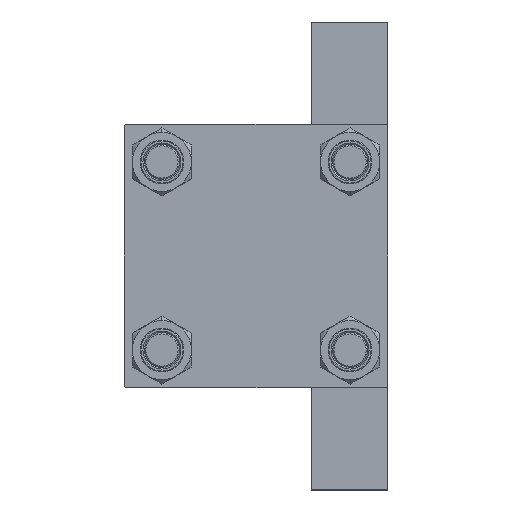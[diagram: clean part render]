
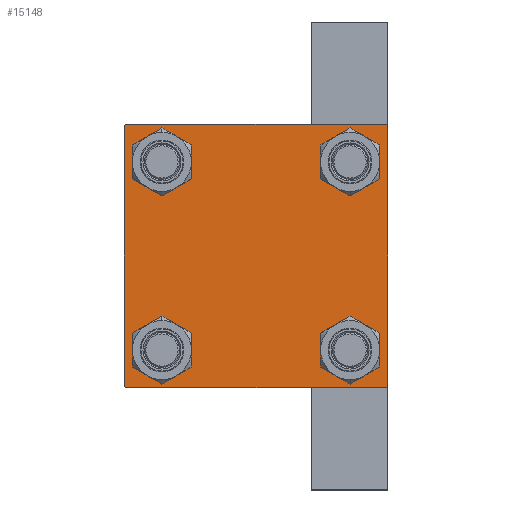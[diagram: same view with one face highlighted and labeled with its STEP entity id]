
A CAD part, left-side view. The second image highlights one B-rep face of the part: STEP entity #15148.
In plain terms, the highlighted planar face has unit normal (-1, 0, 0).
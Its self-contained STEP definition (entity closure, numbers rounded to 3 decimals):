
#179 = CARTESIAN_POINT ( 'NONE',  ( 0., 32.15, -32.15 ) ) ;
#497 = DIRECTION ( 'NONE',  ( 1., 0., 0. ) ) ;
#668 = DIRECTION ( 'NONE',  ( 1., 0., 0. ) ) ;
#1482 = VECTOR ( 'NONE', #19401, 1000. ) ;
#1635 = EDGE_CURVE ( 'NONE', #48193, #27500, #46730, .T. ) ;
#1826 = DIRECTION ( 'NONE',  ( -1., 0., 0. ) ) ;
#1933 = VECTOR ( 'NONE', #5357, 1000. ) ;
#2196 = DIRECTION ( 'NONE',  ( 0., 0.707, -0.707 ) ) ;
#2290 = VERTEX_POINT ( 'NONE', #48311 ) ;
#2382 = DIRECTION ( 'NONE',  ( 0., 0., 1. ) ) ;
#3599 = CIRCLE ( 'NONE', #48841, 6.5 ) ;
#3657 = CIRCLE ( 'NONE', #10901, 6.5 ) ;
#4377 = DIRECTION ( 'NONE',  ( 0., 0., -1. ) ) ;
#4563 = DIRECTION ( 'NONE',  ( 1., 0., 0. ) ) ;
#5357 = DIRECTION ( 'NONE',  ( 0., -1., 0. ) ) ;
#5895 = LINE ( 'NONE', #40064, #18275 ) ;
#5996 = LINE ( 'NONE', #36855, #11179 ) ;
#6033 = EDGE_CURVE ( 'NONE', #13683, #6324, #38785, .T. ) ;
#6324 = VERTEX_POINT ( 'NONE', #20920 ) ;
#6521 = ORIENTED_EDGE ( 'NONE', *, *, #18745, .T. ) ;
#6684 = DIRECTION ( 'NONE',  ( 1., 0., 0. ) ) ;
#6724 = CARTESIAN_POINT ( 'NONE',  ( 0., -32.15, 25.65 ) ) ;
#7369 = CIRCLE ( 'NONE', #42096, 6.5 ) ;
#7658 = DIRECTION ( 'NONE',  ( 1., 0., 0. ) ) ;
#7801 = LINE ( 'NONE', #38933, #29197 ) ;
#7830 = DIRECTION ( 'NONE',  ( 0., 0., 1. ) ) ;
#8319 = CARTESIAN_POINT ( 'NONE',  ( 0., -45., 45. ) ) ;
#8660 = FACE_BOUND ( 'NONE', #29856, .T. ) ;
#8836 = ORIENTED_EDGE ( 'NONE', *, *, #37229, .T. ) ;
#8898 = CARTESIAN_POINT ( 'NONE',  ( 0., 45., -45. ) ) ;
#8916 = FACE_BOUND ( 'NONE', #26770, .T. ) ;
#9432 = VERTEX_POINT ( 'NONE', #14148 ) ;
#9655 = CARTESIAN_POINT ( 'NONE',  ( 0., 0., 0. ) ) ;
#9838 = DIRECTION ( 'NONE',  ( 0., 0.707, 0.707 ) ) ;
#10382 = VERTEX_POINT ( 'NONE', #13728 ) ;
#10493 = AXIS2_PLACEMENT_3D ( 'NONE', #35308, #668, #23192 ) ;
#10603 = ORIENTED_EDGE ( 'NONE', *, *, #27315, .T. ) ;
#10901 = AXIS2_PLACEMENT_3D ( 'NONE', #27323, #497, #7830 ) ;
#11179 = VECTOR ( 'NONE', #2196, 1000. ) ;
#11299 = DIRECTION ( 'NONE',  ( 1., 0., 0. ) ) ;
#11364 = ORIENTED_EDGE ( 'NONE', *, *, #20262, .T. ) ;
#11809 = VERTEX_POINT ( 'NONE', #15637 ) ;
#12112 = LINE ( 'NONE', #8319, #21212 ) ;
#12251 = CARTESIAN_POINT ( 'NONE',  ( 0., 44.5, 45. ) ) ;
#12343 = CARTESIAN_POINT ( 'NONE',  ( 0., -44.5, -45. ) ) ;
#12978 = VERTEX_POINT ( 'NONE', #28805 ) ;
#13683 = VERTEX_POINT ( 'NONE', #6724 ) ;
#13728 = CARTESIAN_POINT ( 'NONE',  ( 0., -45., 44.5 ) ) ;
#13955 = DIRECTION ( 'NONE',  ( 0., 0., 1. ) ) ;
#13974 = EDGE_CURVE ( 'NONE', #6324, #13683, #39732, .T. ) ;
#14148 = CARTESIAN_POINT ( 'NONE',  ( 0., 44.5, -45. ) ) ;
#14513 = CARTESIAN_POINT ( 'NONE',  ( 0., 32.15, 25.65 ) ) ;
#15148 = ADVANCED_FACE ( 'NONE', ( #16231, #27910, #8660, #8916, #24107 ), #47376, .T. ) ;
#15217 = VERTEX_POINT ( 'NONE', #49120 ) ;
#15582 = DIRECTION ( 'NONE',  ( 0., 0., 1. ) ) ;
#15637 = CARTESIAN_POINT ( 'NONE',  ( 0., -32.15, -25.65 ) ) ;
#16072 = EDGE_CURVE ( 'NONE', #2290, #11809, #34152, .T. ) ;
#16231 = FACE_BOUND ( 'NONE', #26821, .T. ) ;
#17050 = ORIENTED_EDGE ( 'NONE', *, *, #34567, .T. ) ;
#17764 = AXIS2_PLACEMENT_3D ( 'NONE', #49880, #4563, #30640 ) ;
#18275 = VECTOR ( 'NONE', #21318, 1000. ) ;
#18576 = CIRCLE ( 'NONE', #22643, 6.5 ) ;
#18745 = EDGE_CURVE ( 'NONE', #15217, #26052, #3657, .T. ) ;
#19401 = DIRECTION ( 'NONE',  ( 0., -1., 0. ) ) ;
#19607 = CARTESIAN_POINT ( 'NONE',  ( 0., -44.5, 45. ) ) ;
#20262 = EDGE_CURVE ( 'NONE', #10382, #27500, #44975, .T. ) ;
#20465 = VERTEX_POINT ( 'NONE', #35333 ) ;
#20657 = VECTOR ( 'NONE', #9838, 1000. ) ;
#20920 = CARTESIAN_POINT ( 'NONE',  ( 0., -32.15, 38.65 ) ) ;
#21212 = VECTOR ( 'NONE', #23755, 1000. ) ;
#21318 = DIRECTION ( 'NONE',  ( 0., -0.707, -0.707 ) ) ;
#21805 = CIRCLE ( 'NONE', #10493, 6.5 ) ;
#22643 = AXIS2_PLACEMENT_3D ( 'NONE', #179, #11299, #15582 ) ;
#23192 = DIRECTION ( 'NONE',  ( 0., 0., 1. ) ) ;
#23290 = EDGE_LOOP ( 'NONE', ( #26136, #42482, #25921, #32101, #33438, #11364, #43418, #10603 ) ) ;
#23610 = CARTESIAN_POINT ( 'NONE',  ( 0., 45., 45. ) ) ;
#23755 = DIRECTION ( 'NONE',  ( 0., 0., -1. ) ) ;
#24107 = FACE_OUTER_BOUND ( 'NONE', #23290, .T. ) ;
#25359 = EDGE_CURVE ( 'NONE', #36747, #9432, #5895, .T. ) ;
#25921 = ORIENTED_EDGE ( 'NONE', *, *, #41463, .T. ) ;
#26052 = VERTEX_POINT ( 'NONE', #43103 ) ;
#26136 = ORIENTED_EDGE ( 'NONE', *, *, #37959, .T. ) ;
#26770 = EDGE_LOOP ( 'NONE', ( #48846, #8836 ) ) ;
#26821 = EDGE_LOOP ( 'NONE', ( #31142, #45165 ) ) ;
#27270 = CARTESIAN_POINT ( 'NONE',  ( 0., 32.15, 32.15 ) ) ;
#27315 = EDGE_CURVE ( 'NONE', #48193, #20465, #5996, .T. ) ;
#27323 = CARTESIAN_POINT ( 'NONE',  ( 0., 32.15, -32.15 ) ) ;
#27500 = VERTEX_POINT ( 'NONE', #19607 ) ;
#27521 = DIRECTION ( 'NONE',  ( 1., 0., 0. ) ) ;
#27910 = FACE_BOUND ( 'NONE', #47221, .T. ) ;
#28140 = LINE ( 'NONE', #8898, #1933 ) ;
#28805 = CARTESIAN_POINT ( 'NONE',  ( 0., 32.15, 38.65 ) ) ;
#29197 = VECTOR ( 'NONE', #31087, 1000. ) ;
#29313 = AXIS2_PLACEMENT_3D ( 'NONE', #48933, #6684, #2382 ) ;
#29856 = EDGE_LOOP ( 'NONE', ( #17050, #6521 ) ) ;
#30640 = DIRECTION ( 'NONE',  ( 0., 0., 1. ) ) ;
#30917 = VERTEX_POINT ( 'NONE', #45742 ) ;
#31087 = DIRECTION ( 'NONE',  ( 0., -0.707, 0.707 ) ) ;
#31142 = ORIENTED_EDGE ( 'NONE', *, *, #13974, .T. ) ;
#31981 = ORIENTED_EDGE ( 'NONE', *, *, #34530, .T. ) ;
#32101 = ORIENTED_EDGE ( 'NONE', *, *, #46886, .T. ) ;
#32492 = VECTOR ( 'NONE', #4377, 1000. ) ;
#32719 = VERTEX_POINT ( 'NONE', #14513 ) ;
#33162 = CARTESIAN_POINT ( 'NONE',  ( 0., 32.15, 32.15 ) ) ;
#33412 = DIRECTION ( 'NONE',  ( 0., 0., 1. ) ) ;
#33438 = ORIENTED_EDGE ( 'NONE', *, *, #39283, .F. ) ;
#34152 = CIRCLE ( 'NONE', #29313, 6.5 ) ;
#34530 = EDGE_CURVE ( 'NONE', #11809, #2290, #21805, .T. ) ;
#34567 = EDGE_CURVE ( 'NONE', #26052, #15217, #18576, .T. ) ;
#35308 = CARTESIAN_POINT ( 'NONE',  ( 0., -32.15, -32.15 ) ) ;
#35333 = CARTESIAN_POINT ( 'NONE',  ( 0., 45., 44.5 ) ) ;
#36747 = VERTEX_POINT ( 'NONE', #46607 ) ;
#36855 = CARTESIAN_POINT ( 'NONE',  ( 0., 44.75, 44.75 ) ) ;
#36995 = ORIENTED_EDGE ( 'NONE', *, *, #16072, .T. ) ;
#37229 = EDGE_CURVE ( 'NONE', #32719, #12978, #7369, .T. ) ;
#37959 = EDGE_CURVE ( 'NONE', #20465, #36747, #39045, .T. ) ;
#38785 = CIRCLE ( 'NONE', #17764, 6.5 ) ;
#38933 = CARTESIAN_POINT ( 'NONE',  ( 0., -44.75, -44.75 ) ) ;
#39045 = LINE ( 'NONE', #23610, #32492 ) ;
#39283 = EDGE_CURVE ( 'NONE', #10382, #30917, #12112, .T. ) ;
#39732 = CIRCLE ( 'NONE', #44575, 6.5 ) ;
#40064 = CARTESIAN_POINT ( 'NONE',  ( 0., 44.75, -44.75 ) ) ;
#41463 = EDGE_CURVE ( 'NONE', #9432, #45757, #28140, .T. ) ;
#42096 = AXIS2_PLACEMENT_3D ( 'NONE', #27270, #27521, #46487 ) ;
#42309 = CARTESIAN_POINT ( 'NONE',  ( 0., -32.15, 32.15 ) ) ;
#42482 = ORIENTED_EDGE ( 'NONE', *, *, #25359, .T. ) ;
#42571 = EDGE_CURVE ( 'NONE', #12978, #32719, #3599, .T. ) ;
#42927 = CARTESIAN_POINT ( 'NONE',  ( 0., 45., 45. ) ) ;
#43103 = CARTESIAN_POINT ( 'NONE',  ( 0., 32.15, -25.65 ) ) ;
#43418 = ORIENTED_EDGE ( 'NONE', *, *, #1635, .F. ) ;
#43797 = AXIS2_PLACEMENT_3D ( 'NONE', #9655, #1826, #13955 ) ;
#44575 = AXIS2_PLACEMENT_3D ( 'NONE', #42309, #7658, #49169 ) ;
#44975 = LINE ( 'NONE', #49313, #20657 ) ;
#45165 = ORIENTED_EDGE ( 'NONE', *, *, #6033, .T. ) ;
#45742 = CARTESIAN_POINT ( 'NONE',  ( 0., -45., -44.5 ) ) ;
#45757 = VERTEX_POINT ( 'NONE', #12343 ) ;
#46487 = DIRECTION ( 'NONE',  ( 0., 0., 1. ) ) ;
#46607 = CARTESIAN_POINT ( 'NONE',  ( 0., 45., -44.5 ) ) ;
#46730 = LINE ( 'NONE', #42927, #1482 ) ;
#46886 = EDGE_CURVE ( 'NONE', #45757, #30917, #7801, .T. ) ;
#47221 = EDGE_LOOP ( 'NONE', ( #31981, #36995 ) ) ;
#47376 = PLANE ( 'NONE',  #43797 ) ;
#48193 = VERTEX_POINT ( 'NONE', #12251 ) ;
#48311 = CARTESIAN_POINT ( 'NONE',  ( 0., -32.15, -38.65 ) ) ;
#48841 = AXIS2_PLACEMENT_3D ( 'NONE', #33162, #48853, #33412 ) ;
#48846 = ORIENTED_EDGE ( 'NONE', *, *, #42571, .T. ) ;
#48853 = DIRECTION ( 'NONE',  ( 1., 0., 0. ) ) ;
#48933 = CARTESIAN_POINT ( 'NONE',  ( 0., -32.15, -32.15 ) ) ;
#49120 = CARTESIAN_POINT ( 'NONE',  ( 0., 32.15, -38.65 ) ) ;
#49169 = DIRECTION ( 'NONE',  ( 0., 0., 1. ) ) ;
#49313 = CARTESIAN_POINT ( 'NONE',  ( 0., -44.75, 44.75 ) ) ;
#49880 = CARTESIAN_POINT ( 'NONE',  ( 0., -32.15, 32.15 ) ) ;
